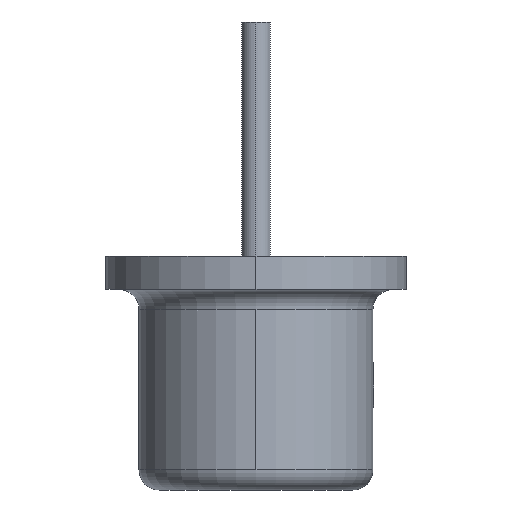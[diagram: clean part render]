
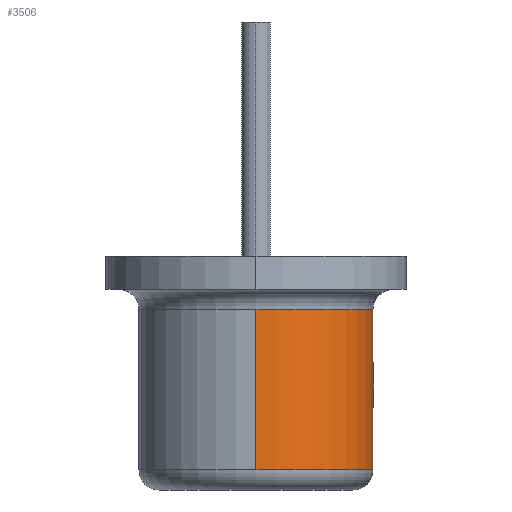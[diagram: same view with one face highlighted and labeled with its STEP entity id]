
A CAD part, left-side view. The second image highlights one B-rep face of the part: STEP entity #3506.
In plain terms, the highlighted cylindrical face has radius 1.75 mm (diameter 3.5 mm), a partial arc.
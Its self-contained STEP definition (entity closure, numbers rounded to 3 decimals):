
#23 = ORIENTED_EDGE ( 'NONE', *, *, #7272, .F. ) ;
#139 = CIRCLE ( 'NONE', #14145, 1.75 ) ;
#458 = LINE ( 'NONE', #12895, #14932 ) ;
#508 = CARTESIAN_POINT ( 'NONE',  ( -3.25, 1.75, 3.2 ) ) ;
#1508 = EDGE_LOOP ( 'NONE', ( #23, #14725, #1559, #8169 ) ) ;
#1559 = ORIENTED_EDGE ( 'NONE', *, *, #5389, .T. ) ;
#1596 = CARTESIAN_POINT ( 'NONE',  ( -5., 0., 3.2 ) ) ;
#3506 = ADVANCED_FACE ( 'NONE', ( #9255 ), #13167, .T. ) ;
#3785 = DIRECTION ( 'NONE',  ( 0., 0., -1. ) ) ;
#3847 = DIRECTION ( 'NONE',  ( 1., 0., 0. ) ) ;
#3957 = DIRECTION ( 'NONE',  ( 0., 0., -1. ) ) ;
#4943 = DIRECTION ( 'NONE',  ( -1., 0., 0. ) ) ;
#5389 = EDGE_CURVE ( 'NONE', #15391, #14629, #458, .T. ) ;
#5391 = CARTESIAN_POINT ( 'NONE',  ( -3.25, 0., 0.8 ) ) ;
#6220 = DIRECTION ( 'NONE',  ( 0., 0., -1. ) ) ;
#6490 = LINE ( 'NONE', #10603, #13322 ) ;
#7272 = EDGE_CURVE ( 'NONE', #9266, #17346, #6490, .T. ) ;
#8071 = CARTESIAN_POINT ( 'NONE',  ( -3.25, 0., 3.5 ) ) ;
#8169 = ORIENTED_EDGE ( 'NONE', *, *, #9790, .T. ) ;
#9255 = FACE_OUTER_BOUND ( 'NONE', #1508, .T. ) ;
#9266 = VERTEX_POINT ( 'NONE', #1596 ) ;
#9790 = EDGE_CURVE ( 'NONE', #14629, #17346, #139, .T. ) ;
#10603 = CARTESIAN_POINT ( 'NONE',  ( -5., 0., 3.5 ) ) ;
#11369 = CIRCLE ( 'NONE', #13953, 1.75 ) ;
#12011 = DIRECTION ( 'NONE',  ( 0., 0., -1. ) ) ;
#12276 = DIRECTION ( 'NONE',  ( 1., 0., 0. ) ) ;
#12608 = CARTESIAN_POINT ( 'NONE',  ( -5., 0., 0.8 ) ) ;
#12895 = CARTESIAN_POINT ( 'NONE',  ( -3.25, 1.75, 3.5 ) ) ;
#13167 = CYLINDRICAL_SURFACE ( 'NONE', #15605, 1.75 ) ;
#13322 = VECTOR ( 'NONE', #3785, 1000. ) ;
#13953 = AXIS2_PLACEMENT_3D ( 'NONE', #16031, #12011, #12276 ) ;
#14145 = AXIS2_PLACEMENT_3D ( 'NONE', #5391, #14951, #3847 ) ;
#14629 = VERTEX_POINT ( 'NONE', #15672 ) ;
#14725 = ORIENTED_EDGE ( 'NONE', *, *, #14823, .T. ) ;
#14823 = EDGE_CURVE ( 'NONE', #9266, #15391, #11369, .T. ) ;
#14932 = VECTOR ( 'NONE', #6220, 1000. ) ;
#14951 = DIRECTION ( 'NONE',  ( 0., 0., 1. ) ) ;
#15391 = VERTEX_POINT ( 'NONE', #508 ) ;
#15605 = AXIS2_PLACEMENT_3D ( 'NONE', #8071, #3957, #4943 ) ;
#15672 = CARTESIAN_POINT ( 'NONE',  ( -3.25, 1.75, 0.8 ) ) ;
#16031 = CARTESIAN_POINT ( 'NONE',  ( -3.25, 0., 3.2 ) ) ;
#17346 = VERTEX_POINT ( 'NONE', #12608 ) ;
